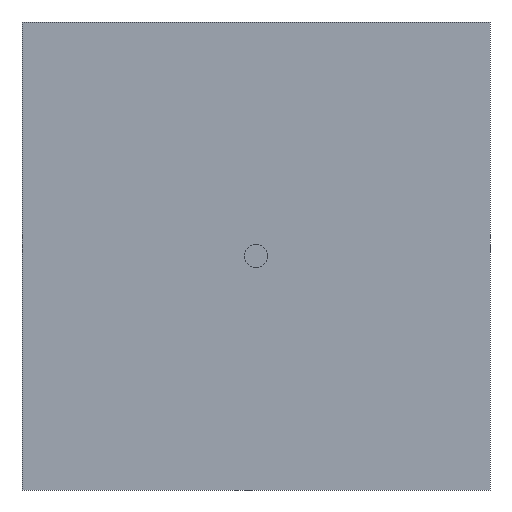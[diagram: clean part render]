
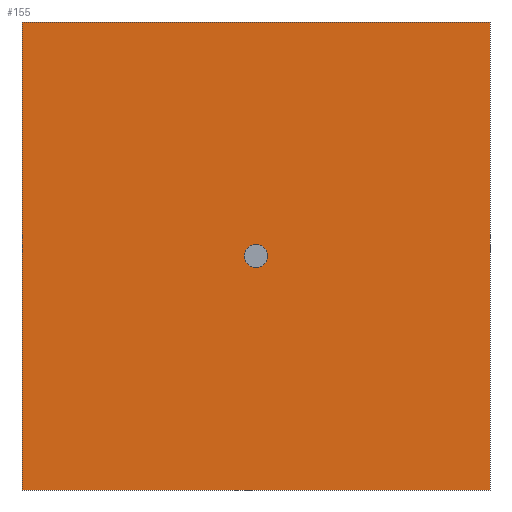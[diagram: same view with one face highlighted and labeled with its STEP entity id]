
A CAD part, front view. The second image highlights one B-rep face of the part: STEP entity #155.
In plain terms, the highlighted planar face has unit normal (0, -1, 0).
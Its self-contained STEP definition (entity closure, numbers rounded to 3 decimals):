
#18=FACE_BOUND('',#45,.T.);
#24=PLANE('',#191);
#33=FACE_OUTER_BOUND('',#44,.T.);
#44=EDGE_LOOP('',(#136,#137,#138,#139));
#45=EDGE_LOOP('',(#140));
#50=LINE('',#251,#64);
#54=LINE('',#259,#68);
#57=LINE('',#265,#71);
#60=LINE('',#270,#74);
#64=VECTOR('',#208,10.);
#68=VECTOR('',#214,10.);
#71=VECTOR('',#219,10.);
#74=VECTOR('',#224,10.);
#78=CIRCLE('',#185,0.01);
#82=VERTEX_POINT('',#245);
#83=VERTEX_POINT('',#249);
#84=VERTEX_POINT('',#250);
#87=VERTEX_POINT('',#258);
#89=VERTEX_POINT('',#264);
#95=EDGE_CURVE('',#82,#82,#78,.T.);
#96=EDGE_CURVE('',#83,#84,#50,.T.);
#100=EDGE_CURVE('',#87,#83,#54,.T.);
#103=EDGE_CURVE('',#89,#87,#57,.T.);
#106=EDGE_CURVE('',#84,#89,#60,.T.);
#136=ORIENTED_EDGE('',*,*,#106,.F.);
#137=ORIENTED_EDGE('',*,*,#96,.F.);
#138=ORIENTED_EDGE('',*,*,#100,.F.);
#139=ORIENTED_EDGE('',*,*,#103,.F.);
#140=ORIENTED_EDGE('',*,*,#95,.T.);
#155=ADVANCED_FACE('',(#33,#18),#24,.F.);
#185=AXIS2_PLACEMENT_3D('',#247,#204,#205);
#191=AXIS2_PLACEMENT_3D('',#273,#228,#229);
#204=DIRECTION('center_axis',(0.,1.,0.));
#205=DIRECTION('ref_axis',(1.,0.,0.));
#208=DIRECTION('',(1.,0.,0.));
#214=DIRECTION('',(0.,0.,1.));
#219=DIRECTION('',(-1.,0.,0.));
#224=DIRECTION('',(0.,0.,-1.));
#228=DIRECTION('center_axis',(0.,1.,0.));
#229=DIRECTION('ref_axis',(0.,0.,1.));
#245=CARTESIAN_POINT('',(-0.01,0.,0.));
#247=CARTESIAN_POINT('Origin',(0.,0.,0.));
#249=CARTESIAN_POINT('',(-0.2,0.,0.2));
#250=CARTESIAN_POINT('',(0.2,0.,0.2));
#251=CARTESIAN_POINT('',(-0.2,0.,0.2));
#258=CARTESIAN_POINT('',(-0.2,0.,-0.2));
#259=CARTESIAN_POINT('',(-0.2,0.,-0.2));
#264=CARTESIAN_POINT('',(0.2,0.,-0.2));
#265=CARTESIAN_POINT('',(0.2,0.,-0.2));
#270=CARTESIAN_POINT('',(0.2,0.,0.2));
#273=CARTESIAN_POINT('Origin',(0.,0.,0.));
